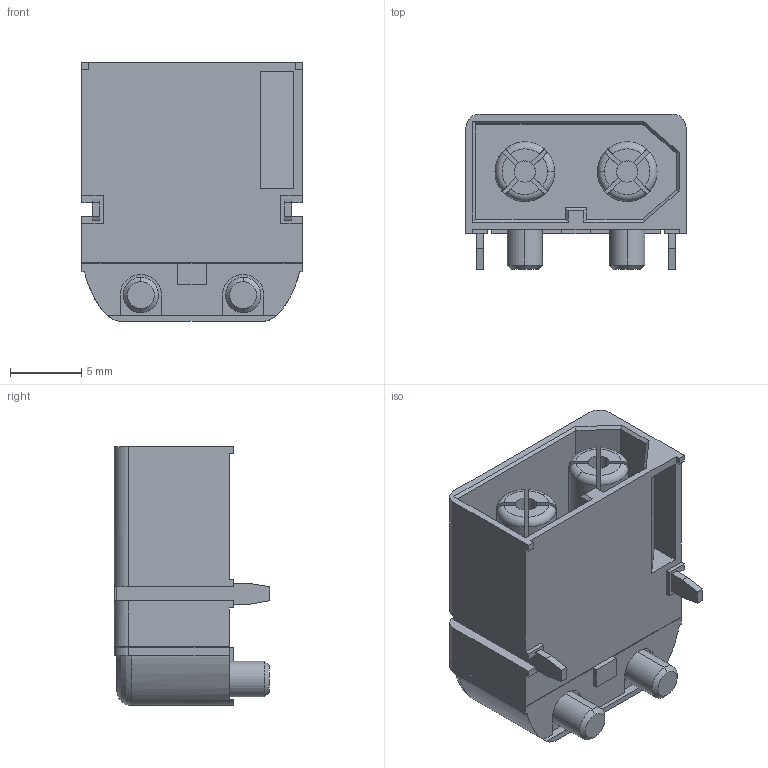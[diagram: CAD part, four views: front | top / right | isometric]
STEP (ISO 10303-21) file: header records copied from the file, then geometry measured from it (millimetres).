
FILE_DESCRIPTION (( 'STEP AP214' ), '1' );
FILE_NAME ('XT60PW-M.STEP', '2026-01-05T12:22:54', ( '' ), ( '' ), 'SwSTEP 2.0', 'SolidWorks 2021', '' );
FILE_SCHEMA (( 'AUTOMOTIVE_DESIGN' ));
Length unit declared in the file: millimetre
Products named in the file (2): XT60PW-M
Assembly tree (1 placements, depth 2):
  XT60PW-M
    XT60PW-M
Bounding box: 15.5 x 10.95 x 18.2 mm (x, y, z)
Volume: 1607.8 mm3; surface area: 2123.2 mm2
Topology: 7 solids, 7 shells, 182 faces, 488 edges, 322 vertices
Faces by surface type: plane 139, cylinder 23, torus 10, bspline 6, cone 4
Entity records: 6506 total; most frequent: CARTESIAN_POINT 1758, ORIENTED_EDGE 976, DIRECTION 904, EDGE_CURVE 488, LINE 352, VECTOR 352, VERTEX_POINT 322, AXIS2_PLACEMENT_3D 276
